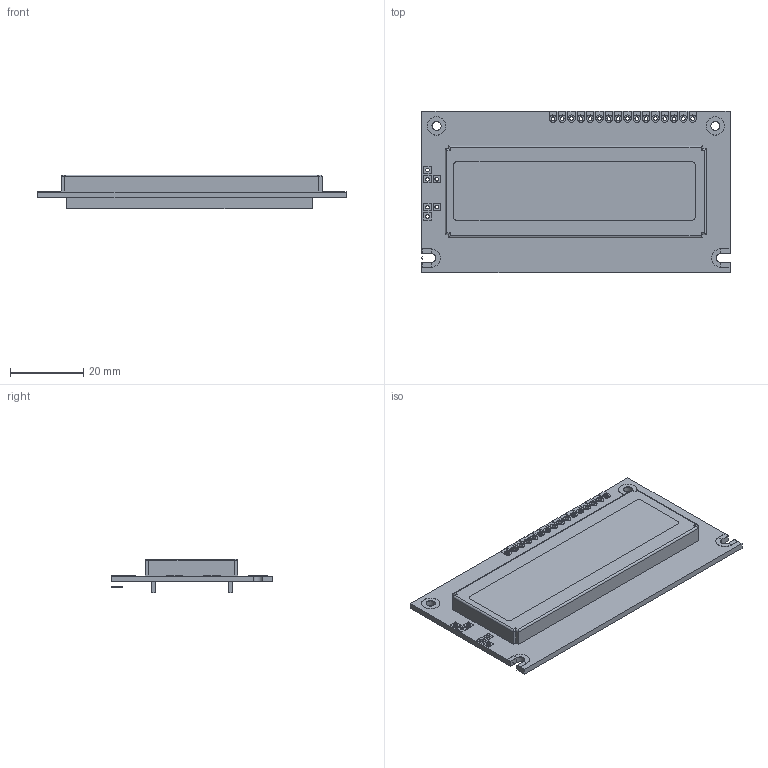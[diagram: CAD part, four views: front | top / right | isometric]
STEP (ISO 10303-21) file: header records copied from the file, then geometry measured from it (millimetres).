
FILE_DESCRIPTION(('FreeCAD Model'),'2;1');
FILE_NAME('Fusion019_sp.step','2017-07-03T22:43:59',('kicad StepUp'),('ksu MCAD'), 'Open CASCADE STEP processor 7.1','FreeCAD','Unknown');
FILE_SCHEMA(('AUTOMOTIVE_DESIGN { 1 0 10303 214 1 1 1 1 }'));
Length unit declared in the file: millimetre
Products named in the file (1): Fusion019_sp
Bounding box: 84.02 x 44 x 9.2 mm (x, y, z)
Volume: 14488.4 mm3; surface area: 9577.6 mm2
Topology: 3 solids, 3 shells, 324 faces, 778 edges, 454 vertices
Faces by surface type: plane 218, cylinder 106
Full cylindrical faces by diameter (mm): 1 x28, 2.5 x4, 5 x2
Entity records: 11570 total; most frequent: DIRECTION 1668, CARTESIAN_POINT 1557, ORIENTED_EDGE 1556, EDGE_CURVE 778, AXIS2_PLACEMENT_3D 565, LINE 538, VECTOR 538, VERTEX_POINT 454
